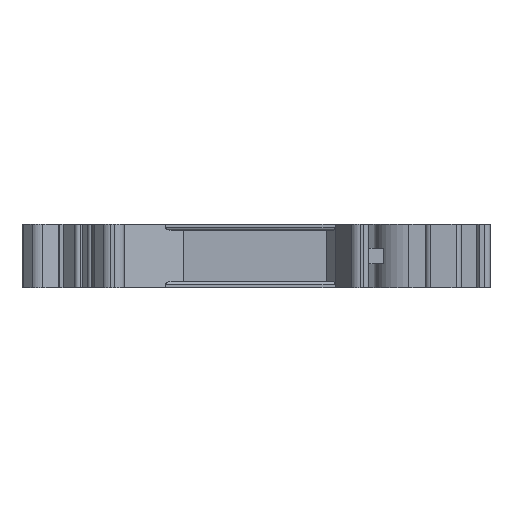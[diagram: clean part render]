
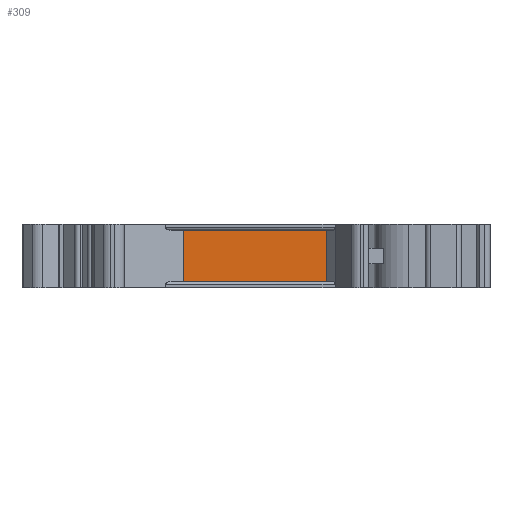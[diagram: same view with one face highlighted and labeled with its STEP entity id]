
A CAD part, left-side view. The second image highlights one B-rep face of the part: STEP entity #309.
In plain terms, the highlighted planar face has unit normal (-1, 0, 0).
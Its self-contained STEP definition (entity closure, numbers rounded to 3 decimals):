
#309=ADVANCED_FACE('',(#2155),#2157,.T.);
#2155=FACE_BOUND('',#2156,.T.);
#2156=EDGE_LOOP('',(#3749,#3750,#3751,#3752));
#2157=PLANE('',#2158);
#2158=AXIS2_PLACEMENT_3D('',#2159,#2160,#2161);
#2159=CARTESIAN_POINT('',(-20.9,-7.7,6.2));
#2160=DIRECTION('',(-1.,0.,0.));
#2161=DIRECTION('',(0.,0.,1.));
#3749=ORIENTED_EDGE('',*,*,#3838,.F.);
#3750=ORIENTED_EDGE('',*,*,#4316,.F.);
#3751=ORIENTED_EDGE('',*,*,#3842,.F.);
#3752=ORIENTED_EDGE('',*,*,#4186,.T.);
#3838=EDGE_CURVE('',#4683,#4685,#4686,.T.);
#3842=EDGE_CURVE('',#4691,#4693,#4694,.T.);
#4186=EDGE_CURVE('',#4691,#4685,#5322,.T.);
#4316=EDGE_CURVE('',#4693,#4683,#5526,.T.);
#4683=VERTEX_POINT('',#6143);
#4685=VERTEX_POINT('',#6147);
#4686=LINE('',#6148,#6149);
#4691=VERTEX_POINT('',#6159);
#4693=VERTEX_POINT('',#6163);
#4694=LINE('',#6164,#6165);
#5322=LINE('',#7570,#7571);
#5526=LINE('',#8098,#8099);
#6143=CARTESIAN_POINT('',(-20.9,-6.89,0.6));
#6147=CARTESIAN_POINT('',(-20.9,7.068,0.6));
#6148=CARTESIAN_POINT('',(-20.9,-6.89,0.6));
#6149=VECTOR('',#6150,1.);
#6150=DIRECTION('',(0.,1.,0.));
#6159=CARTESIAN_POINT('',(-20.9,7.068,5.6));
#6163=CARTESIAN_POINT('',(-20.9,-6.89,5.6));
#6164=CARTESIAN_POINT('',(-20.9,7.068,5.6));
#6165=VECTOR('',#6166,1.);
#6166=DIRECTION('',(0.,-1.,0.));
#7570=CARTESIAN_POINT('',(-20.9,7.068,5.6));
#7571=VECTOR('',#7572,1.);
#7572=DIRECTION('',(0.,0.,-1.));
#8098=CARTESIAN_POINT('',(-20.9,-6.89,5.6));
#8099=VECTOR('',#8100,1.);
#8100=DIRECTION('',(0.,0.,-1.));
